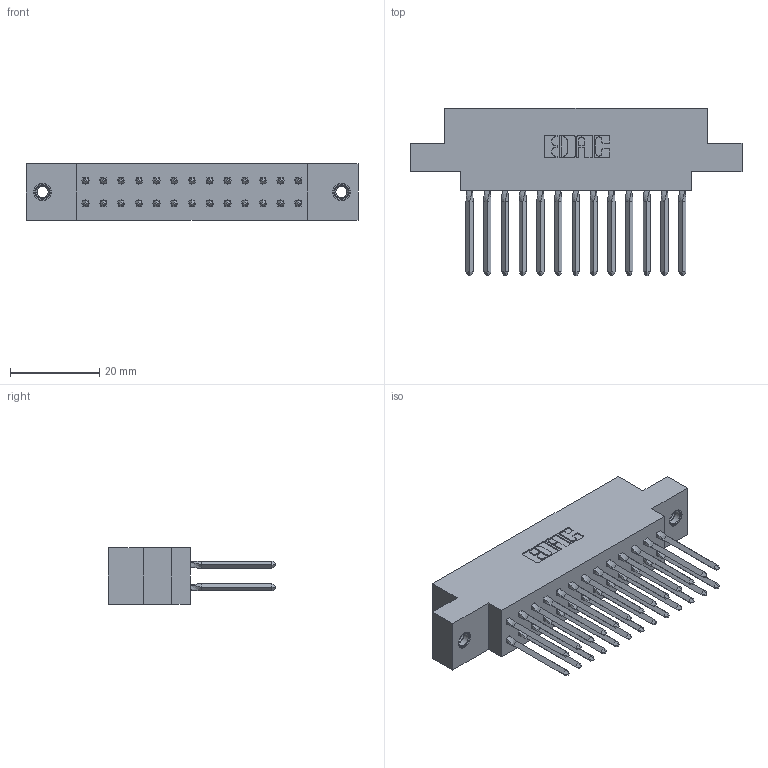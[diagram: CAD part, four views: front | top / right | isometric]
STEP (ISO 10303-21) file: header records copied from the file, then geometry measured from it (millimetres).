
FILE_DESCRIPTION (( 'STEP AP203' ), '1' );
FILE_NAME ('317-026-542-807.STEP', '2020-02-27T18:56:53', ( '' ), ( '' ), 'SwSTEP 2.0', 'SolidWorks 2016', '' );
FILE_SCHEMA (( 'CONFIG_CONTROL_DESIGN' ));
Length unit declared in the file: inch
Products named in the file (4): 317 Part_.156 Dia - TI; 317-026-542-807; 345-250-001_345-250-005-103; 317-290-003_542
Assembly tree (29 placements, depth 2):
  317-026-542-807
    317 Part_.156 Dia - TI
    317-290-003_542  x26
    345-250-001_345-250-005-103  x2
Bounding box: 74.22 x 37.34 x 12.7 mm (x, y, z)
Volume: 11223.1 mm3; surface area: 14712.6 mm2
Topology: 29 solids, 29 shells, 1644 faces, 4571 edges, 2918 vertices
Faces by surface type: plane 1286, cylinder 238, bspline 104, cone 12, torus 4
Entity records: 23040 total; most frequent: CARTESIAN_POINT 4236, ORIENTED_EDGE 3892, DIRECTION 3364, EDGE_CURVE 1946, LINE 1756, VECTOR 1756, VERTEX_POINT 1288, AXIS2_PLACEMENT_3D 804
